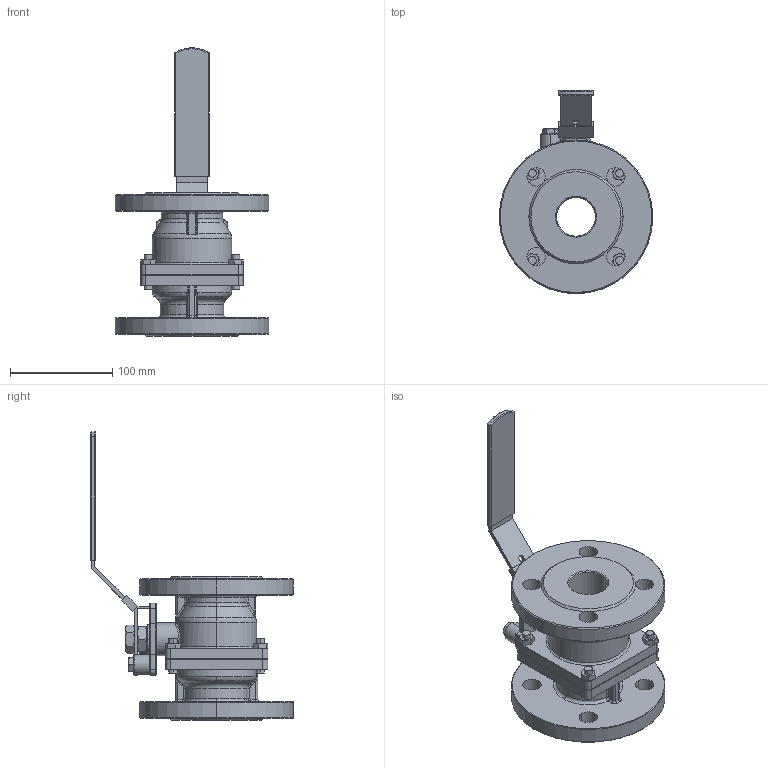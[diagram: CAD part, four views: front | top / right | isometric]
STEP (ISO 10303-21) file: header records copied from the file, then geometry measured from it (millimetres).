
FILE_DESCRIPTION (( 'STEP AP203' ), '1' );
FILE_NAME ('MD-27-DN40-PN40.STEP', '2019-10-23T03:37:47', ( '' ), ( '' ), 'SwSTEP 2.0', 'SolidWorks 2012', '' );
FILE_SCHEMA (( 'CONFIG_CONTROL_DESIGN' ));
Length unit declared in the file: millimetre
Products named in the file (9): MD-27-DN40-PN40; JIS B 1181 Hexagon nut - Class 3 Finished M8 --N_JIS B 1181 Hexagon nut - Class 3 Finished M8 --N; MD-27-PN40-STOP PIN  BOLT; MD-27-DN40-PN40-STOP PIN; MD-27-DN40-PN40-TAB WASHER; MD-27-DN40-PN40-HANDLE NUT; MD-27-DN40-PN40-HANDLE; MD-27-DN40-PN40-CAP; MD-27-DN40-PN40-BODY
Assembly tree (12 placements, depth 2):
  MD-27-DN40-PN40
    MD-27-DN40-PN40-BODY
    MD-27-DN40-PN40-CAP
    MD-27-DN40-PN40-HANDLE
    MD-27-DN40-PN40-HANDLE NUT  x2
    MD-27-DN40-PN40-TAB WASHER
    MD-27-DN40-PN40-STOP PIN
    MD-27-PN40-STOP PIN  BOLT
    JIS B 1181 Hexagon nut - Class 3 Finished M8 --N_JIS B 1181 Hexagon nut - Class 3 Finished M8 --N  x4
Bounding box: 150 x 198.3 x 281.55 mm (x, y, z)
Volume: 1041141.6 mm3; surface area: 196366.5 mm2
Topology: 12 solids, 12 shells, 575 faces, 1347 edges, 808 vertices
Faces by surface type: plane 187, cylinder 162, cone 136, bspline 45, torus 39, sphere 6
Entity records: 16498 total; most frequent: CARTESIAN_POINT 4699, DIRECTION 2287, ORIENTED_EDGE 2226, EDGE_CURVE 1113, AXIS2_PLACEMENT_3D 909, VERTEX_POINT 676, EDGE_LOOP 529, CIRCLE 472
